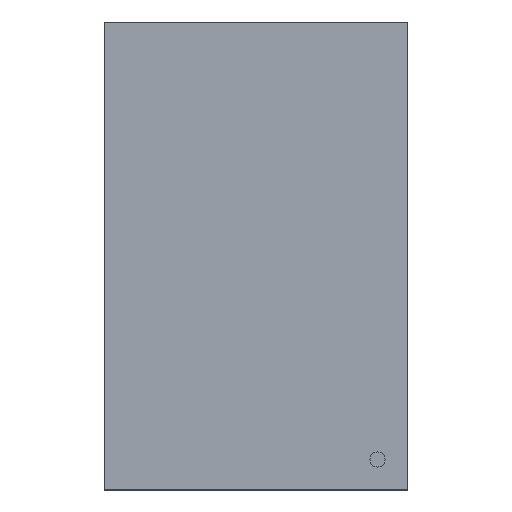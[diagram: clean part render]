
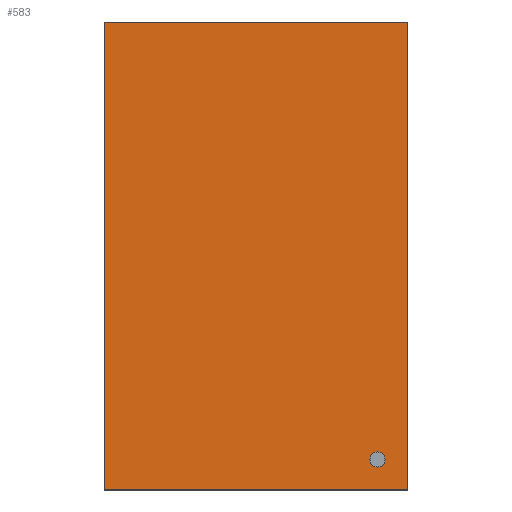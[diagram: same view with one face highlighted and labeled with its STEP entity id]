
A CAD part, top view. The second image highlights one B-rep face of the part: STEP entity #583.
In plain terms, the highlighted planar face has unit normal (0, 0, 1).
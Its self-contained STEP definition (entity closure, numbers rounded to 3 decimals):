
#359=CARTESIAN_POINT('',(0.47,-0.724,0.508));
#358=VERTEX_POINT('',#359);
#369=CARTESIAN_POINT('',(-0.47,-0.724,0.508));
#368=VERTEX_POINT('',#369);
#367=EDGE_CURVE('',#368,#358,#372,.T.);
#372=LINE('',#369,#374);
#374=VECTOR('',#375,0.94);
#375=DIRECTION('',(1.0,0.0,0.0));
#408=CARTESIAN_POINT('',(0.47,0.724,0.508));
#407=VERTEX_POINT('',#408);
#416=EDGE_CURVE('',#358,#407,#421,.T.);
#421=LINE('',#359,#423);
#423=VECTOR('',#424,1.448);
#424=DIRECTION('',(0.0,1.0,0.0));
#457=CARTESIAN_POINT('',(-0.47,0.724,0.508));
#456=VERTEX_POINT('',#457);
#465=EDGE_CURVE('',#407,#456,#470,.T.);
#470=LINE('',#408,#472);
#472=VECTOR('',#473,0.94);
#473=DIRECTION('',(-1.0,0.0,0.0));
#514=EDGE_CURVE('',#456,#368,#519,.T.);
#519=LINE('',#457,#521);
#521=VECTOR('',#522,1.448);
#522=DIRECTION('',(0.0,-1.0,0.0));
#583=ADVANCED_FACE('',(#589),#584,.T.);
#584=PLANE('',#585);
#585=AXIS2_PLACEMENT_3D('',#586,#587,#588);
#586=CARTESIAN_POINT('',(-0.47,-0.724,0.508));
#587=DIRECTION('',(0.0,0.0,1.0));
#588=DIRECTION('',(0.,1.,0.));
#589=FACE_OUTER_BOUND('',#590,.T.);
#590=EDGE_LOOP('',(#591,#601,#611,#621));
#591=ORIENTED_EDGE('',*,*,#367,.T.);
#601=ORIENTED_EDGE('',*,*,#416,.T.);
#611=ORIENTED_EDGE('',*,*,#465,.T.);
#621=ORIENTED_EDGE('',*,*,#514,.T.);
